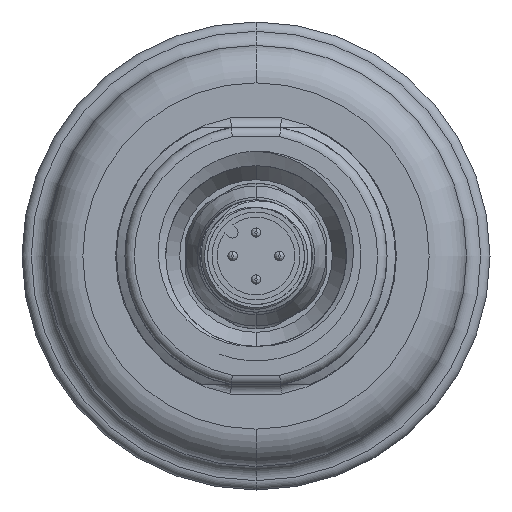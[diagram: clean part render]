
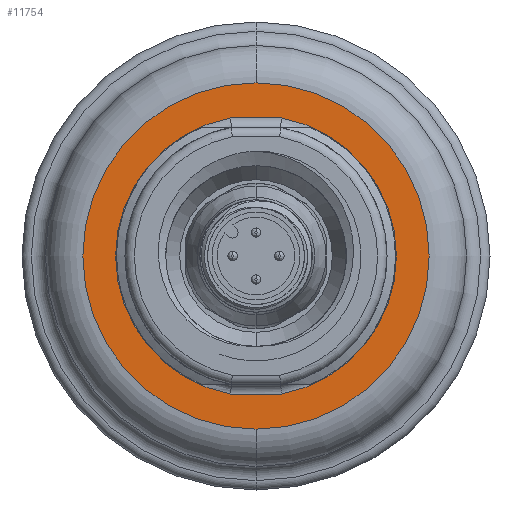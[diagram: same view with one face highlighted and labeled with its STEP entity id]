
A CAD part, front view. The second image highlights one B-rep face of the part: STEP entity #11754.
In plain terms, the highlighted planar face has unit normal (0, -1, 0).
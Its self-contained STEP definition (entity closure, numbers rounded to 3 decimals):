
#2133=CARTESIAN_POINT('',(0.,-3.,0.));
#2134=DIRECTION('',(0.,-1.,0.));
#2135=DIRECTION('',(0.,0.,-1.));
#2136=AXIS2_PLACEMENT_3D('',#2133,#2134,#2135);
#2138=CARTESIAN_POINT('',(0.,-3.,0.));
#2139=DIRECTION('',(0.,-1.,0.));
#2140=DIRECTION('',(0.,0.,1.));
#2141=AXIS2_PLACEMENT_3D('',#2138,#2139,#2140);
#2143=CARTESIAN_POINT('',(0.,-3.,0.));
#2144=DIRECTION('',(0.,-1.,0.));
#2145=DIRECTION('',(-0.182,0.,0.983));
#2146=AXIS2_PLACEMENT_3D('',#2143,#2144,#2145);
#2148=DIRECTION('',(1.,0.,0.));
#2149=VECTOR('',#2148,5.454);
#2150=CARTESIAN_POINT('',(-2.727,-3.,-14.75));
#2151=LINE('',#2150,#2149);
#2152=CARTESIAN_POINT('',(0.,-3.,0.));
#2153=DIRECTION('',(0.,-1.,0.));
#2154=DIRECTION('',(0.182,0.,-0.983));
#2155=AXIS2_PLACEMENT_3D('',#2152,#2153,#2154);
#2157=DIRECTION('',(-1.,0.,0.));
#2158=VECTOR('',#2157,5.454);
#2159=CARTESIAN_POINT('',(2.727,-3.,14.75));
#2160=LINE('',#2159,#2158);
#9118=CARTESIAN_POINT('',(-2.727,-3.,14.75));
#9119=CARTESIAN_POINT('',(-2.727,-3.,-14.75));
#9120=VERTEX_POINT('',#9118);
#9121=VERTEX_POINT('',#9119);
#9126=CARTESIAN_POINT('',(2.727,-3.,-14.75));
#9127=CARTESIAN_POINT('',(2.727,-3.,14.75));
#9128=VERTEX_POINT('',#9126);
#9129=VERTEX_POINT('',#9127);
#9378=CARTESIAN_POINT('',(0.,-3.,-18.5));
#9379=CARTESIAN_POINT('',(0.,-3.,18.5));
#9380=VERTEX_POINT('',#9378);
#9381=VERTEX_POINT('',#9379);
#11734=CARTESIAN_POINT('',(0.,-3.,0.));
#11735=DIRECTION('',(0.,-1.,0.));
#11736=DIRECTION('',(0.,0.,1.));
#11737=AXIS2_PLACEMENT_3D('',#11734,#11735,#11736);
#11738=PLANE('',#11737);
#11740=ORIENTED_EDGE('',*,*,#11739,.F.);
#11742=ORIENTED_EDGE('',*,*,#11741,.F.);
#11743=EDGE_LOOP('',(#11740,#11742));
#11744=FACE_OUTER_BOUND('',#11743,.F.);
#11745=ORIENTED_EDGE('',*,*,#11724,.T.);
#11747=ORIENTED_EDGE('',*,*,#11746,.T.);
#11749=ORIENTED_EDGE('',*,*,#11748,.T.);
#11751=ORIENTED_EDGE('',*,*,#11750,.T.);
#11752=EDGE_LOOP('',(#11745,#11747,#11749,#11751));
#11753=FACE_BOUND('',#11752,.F.);
#11754=ADVANCED_FACE('',(#11744,#11753),#11738,.T.);
#2137=CIRCLE('',#2136,18.5);
#2142=CIRCLE('',#2141,18.5);
#2147=CIRCLE('',#2146,15.);
#2156=CIRCLE('',#2155,15.);
#11724=EDGE_CURVE('',#9120,#9121,#2147,.T.);
#11739=EDGE_CURVE('',#9380,#9381,#2137,.T.);
#11741=EDGE_CURVE('',#9381,#9380,#2142,.T.);
#11746=EDGE_CURVE('',#9121,#9128,#2151,.T.);
#11748=EDGE_CURVE('',#9128,#9129,#2156,.T.);
#11750=EDGE_CURVE('',#9129,#9120,#2160,.T.);
